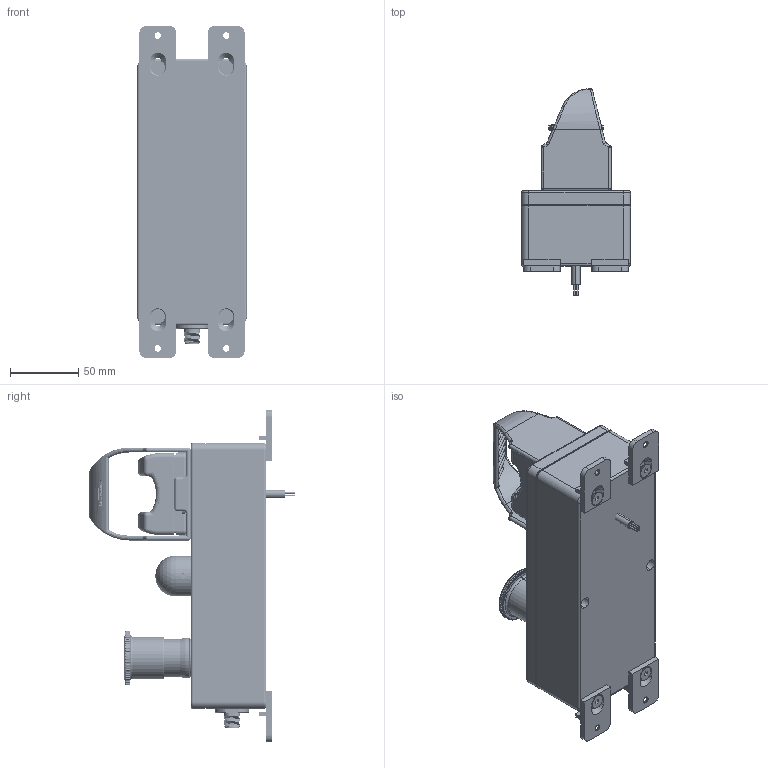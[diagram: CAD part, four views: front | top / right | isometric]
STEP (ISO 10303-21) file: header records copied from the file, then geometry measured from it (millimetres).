
FILE_DESCRIPTION((''),'2;1');
FILE_NAME('192606_ASM','2016-01-27T',('pdmadmin'),(''),'PRO/ENGINEER BY PARAMETRIC TECHNOLOGY CORPORATION, 2013230','PRO/ENGINEER BY PARAMETRIC TECHNOLOGY CORPORATION, 2013230','');
FILE_SCHEMA(('CONFIG_CONTROL_DESIGN'));
Length unit declared in the file: inch
Products named in the file (34): 150556_1_AF0; 150556_2_AF0; 152204; 150556_AF0_ASM; 166130_ASM; 120658; 69691---8-LM2T-B6644; 128174; 30221; 15882; 40545_ASSEMBLY; OTB_BASE_W_40545_CABLE_ASM; 09646_AF0; 09642; 08847; 156119_ASM; 37960; 08249; 107054; 133644; 133644_ASM; 11235; 133592; 133593; 136797_ASM; 32626; 78923_ASM; 27772; 133595; 133594; 150556_SCREW; 150556_FOOT; 10X1_2_HEX_FHCS; 192606_ASM
Assembly tree (45 placements, depth 4):
  192606_ASM
    166130_ASM
      150556_AF0_ASM
        150556_1_AF0
        150556_2_AF0
        152204
    120658
    69691---8-LM2T-B6644
    128174
    30221
    156119_ASM
      OTB_BASE_W_40545_CABLE_ASM
        15882
        40545_ASSEMBLY
      09646_AF0
      09642
      08847  x2
    37960
    08249
    107054
    133644_ASM
      133644
    11235
    78923_ASM
      133592
      136797_ASM
        133593
      32626
    27772
    133595
    133594
    150556_SCREW  x6
    150556_FOOT  x4
    10X1_2_HEX_FHCS  x4
Bounding box: 79.99 x 151.13 x 243.17 mm (x, y, z)
Volume: 345096.8 mm3; surface area: 255272.9 mm2
Topology: 38 solids, 43 shells, 3839 faces, 10000 edges, 6384 vertices
Faces by surface type: cylinder 1627, plane 1367, bspline 393, torus 253, sphere 101, cone 98
Entity records: 188393 total; most frequent: CARTESIAN_POINT 101999, ORIENTED_EDGE 18532, DIRECTION 17417, EDGE_CURVE 9274, AXIS2_PLACEMENT_3D 6735, VERTEX_POINT 5936, VECTOR 3947, LINE 3947
